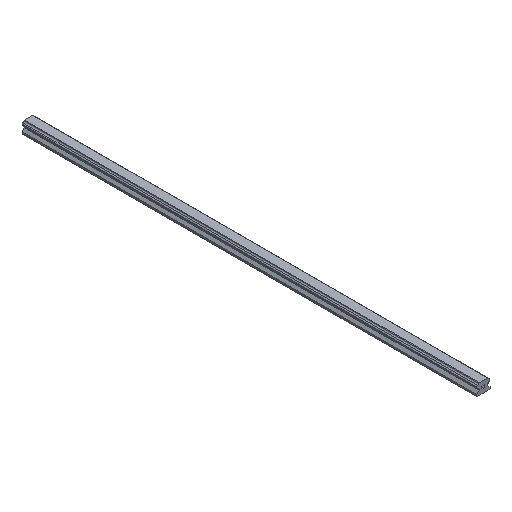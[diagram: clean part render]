
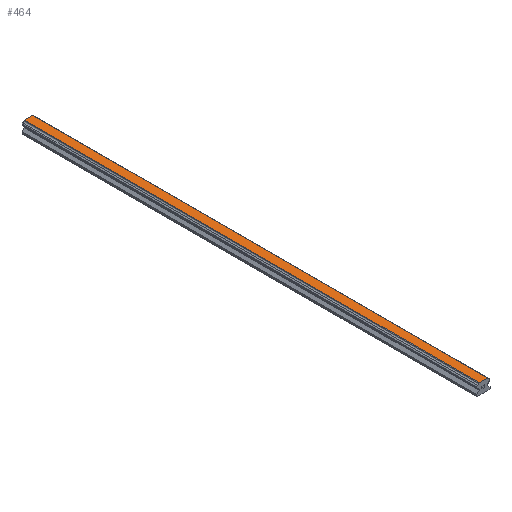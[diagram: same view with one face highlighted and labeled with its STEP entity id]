
A CAD part, isometric view. The second image highlights one B-rep face of the part: STEP entity #464.
In plain terms, the highlighted planar face has unit normal (0, 0, 1).
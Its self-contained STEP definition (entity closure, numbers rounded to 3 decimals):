
#464=ADVANCED_FACE('',(#956),#957,.T.);
#956=FACE_OUTER_BOUND('',#1454,.T.);
#957=PLANE('',#1455);
#1454=EDGE_LOOP('',(#2790,#2791,#2792,#2793));
#1455=AXIS2_PLACEMENT_3D('',#2794,#2795,#2796);
#2790=ORIENTED_EDGE('',*,*,#3328,.T.);
#2791=ORIENTED_EDGE('',*,*,#3438,.F.);
#2792=ORIENTED_EDGE('',*,*,#3209,.T.);
#2793=ORIENTED_EDGE('',*,*,#3436,.T.);
#2794=CARTESIAN_POINT('',(7.2,1550.0,38.));
#2795=DIRECTION('',(0.0,0.0,1.0));
#2796=DIRECTION('',(-1.0,0.0,0.0));
#3209=EDGE_CURVE('',#3928,#3926,#3929,.T.);
#3328=EDGE_CURVE('',#4121,#4119,#4122,.T.);
#3436=EDGE_CURVE('',#3926,#4121,#4244,.T.);
#3438=EDGE_CURVE('',#3928,#4119,#4246,.T.);
#3926=VERTEX_POINT('',#4921);
#3928=VERTEX_POINT('',#4924);
#3929=LINE('',#4925,#4926);
#4119=VERTEX_POINT('',#5205);
#4121=VERTEX_POINT('',#5208);
#4122=LINE('',#5209,#5210);
#4244=LINE('',#5361,#5362);
#4246=LINE('',#5364,#5365);
#4921=CARTESIAN_POINT('',(-14.4,1550.0,38.));
#4924=CARTESIAN_POINT('',(14.4,1550.0,38.));
#4925=CARTESIAN_POINT('',(14.4,1550.0,38.));
#4926=VECTOR('',#5694,1.0);
#5205=CARTESIAN_POINT('',(14.4,0.0,38.));
#5208=CARTESIAN_POINT('',(-14.4,0.0,38.));
#5209=CARTESIAN_POINT('',(0.0,0.0,38.));
#5210=VECTOR('',#5797,1.0);
#5361=CARTESIAN_POINT('',(-14.4,1550.0,38.));
#5362=VECTOR('',#5923,1.0);
#5364=CARTESIAN_POINT('',(14.4,1550.0,38.));
#5365=VECTOR('',#5924,1.0);
#5694=DIRECTION('',(-1.0,0.0,0.0));
#5797=DIRECTION('',(1.0,0.0,0.0));
#5923=DIRECTION('',(0.0,-1.0,0.0));
#5924=DIRECTION('',(0.0,-1.0,0.0));
